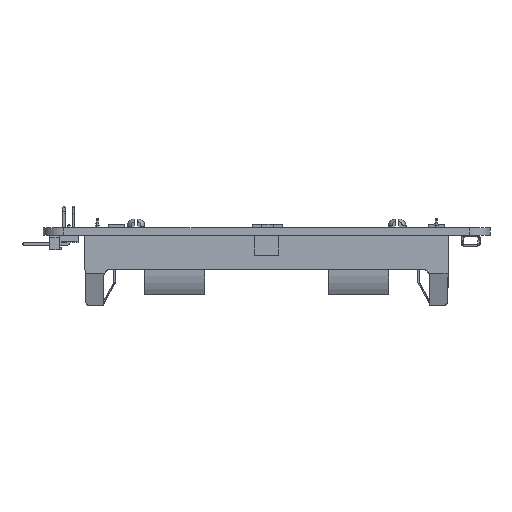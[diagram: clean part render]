
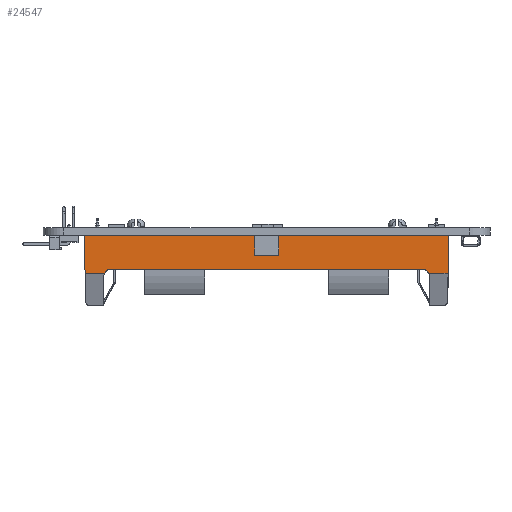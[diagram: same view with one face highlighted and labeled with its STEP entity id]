
A CAD part, front view. The second image highlights one B-rep face of the part: STEP entity #24547.
In plain terms, the highlighted face is planar.
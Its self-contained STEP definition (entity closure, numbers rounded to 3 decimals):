
#21349 = VERTEX_POINT('',#21350);
#21350 = CARTESIAN_POINT('',(18.679,-5.958,
    -5.256));
#21356 = EDGE_CURVE('',#21349,#21357,#21359,.T.);
#21357 = VERTEX_POINT('',#21358);
#21358 = CARTESIAN_POINT('',(18.679,-5.958,
    -0.176));
#21359 = LINE('',#21360,#21361);
#21360 = CARTESIAN_POINT('',(18.679,-5.958,
    -5.256));
#21361 = VECTOR('',#21362,1.);
#21362 = DIRECTION('',(0.,0.,1.));
#21389 = VERTEX_POINT('',#21390);
#21390 = CARTESIAN_POINT('',(18.679,-10.149,
    -5.256));
#21396 = EDGE_CURVE('',#21349,#21389,#21397,.T.);
#21397 = LINE('',#21398,#21399);
#21398 = CARTESIAN_POINT('',(18.679,-5.958,
    -5.256));
#21399 = VECTOR('',#21400,1.);
#21400 = DIRECTION('',(0.,-1.,0.));
#21442 = VERTEX_POINT('',#21443);
#21443 = CARTESIAN_POINT('',(18.679,-10.149,
    -0.176));
#21451 = EDGE_CURVE('',#21357,#21442,#21452,.T.);
#21452 = LINE('',#21453,#21454);
#21453 = CARTESIAN_POINT('',(18.679,-5.958,
    -0.176));
#21454 = VECTOR('',#21455,1.);
#21455 = DIRECTION('',(0.,-1.,0.));
#22040 = VERTEX_POINT('',#22041);
#22041 = CARTESIAN_POINT('',(18.679,-3.037,
    -28.522));
#22049 = EDGE_CURVE('',#22040,#22050,#22052,.T.);
#22050 = VERTEX_POINT('',#22051);
#22051 = CARTESIAN_POINT('',(18.679,-3.037,
    -35.583));
#22052 = LINE('',#22053,#22054);
#22053 = CARTESIAN_POINT('',(18.679,-3.037,
    31.727));
#22054 = VECTOR('',#22055,1.);
#22055 = DIRECTION('',(0.,0.,-1.));
#22146 = VERTEX_POINT('',#22147);
#22147 = CARTESIAN_POINT('',(18.679,-3.037,
    -15.822));
#22154 = EDGE_CURVE('',#22146,#22040,#22155,.T.);
#22155 = LINE('',#22156,#22157);
#22156 = CARTESIAN_POINT('',(18.679,-3.037,
    -15.822));
#22157 = VECTOR('',#22158,1.);
#22158 = DIRECTION('',(0.,0.,-1.));
#22193 = EDGE_CURVE('',#22194,#22146,#22196,.T.);
#22194 = VERTEX_POINT('',#22195);
#22195 = CARTESIAN_POINT('',(18.679,-3.037,
    10.441));
#22196 = LINE('',#22197,#22198);
#22197 = CARTESIAN_POINT('',(18.679,-3.037,
    31.727));
#22198 = VECTOR('',#22199,1.);
#22199 = DIRECTION('',(0.,0.,-1.));
#22249 = VERTEX_POINT('',#22250);
#22250 = CARTESIAN_POINT('',(18.679,-3.037,
    23.141));
#22257 = EDGE_CURVE('',#22194,#22249,#22258,.T.);
#22258 = LINE('',#22259,#22260);
#22259 = CARTESIAN_POINT('',(18.679,-3.037,
    10.441));
#22260 = VECTOR('',#22261,1.);
#22261 = DIRECTION('',(0.,0.,1.));
#22298 = EDGE_CURVE('',#22299,#22249,#22301,.T.);
#22299 = VERTEX_POINT('',#22300);
#22300 = CARTESIAN_POINT('',(18.679,-3.037,
    30.152));
#22301 = LINE('',#22302,#22303);
#22302 = CARTESIAN_POINT('',(18.679,-3.037,
    31.727));
#22303 = VECTOR('',#22304,1.);
#22304 = DIRECTION('',(0.,0.,-1.));
#22330 = VERTEX_POINT('',#22331);
#22331 = CARTESIAN_POINT('',(18.679,-2.148,
    31.569));
#22366 = EDGE_CURVE('',#22299,#22330,#22367,.T.);
#22367 = CIRCLE('',#22368,1.575);
#22368 = AXIS2_PLACEMENT_3D('',#22369,#22370,#22371);
#22369 = CARTESIAN_POINT('',(18.679,-1.463,
    30.152));
#22370 = DIRECTION('',(-1.,0.,0.));
#22371 = DIRECTION('',(0.,0.,1.));
#22433 = VERTEX_POINT('',#22434);
#22434 = CARTESIAN_POINT('',(18.679,-2.148,
    35.672));
#22440 = EDGE_CURVE('',#22433,#22330,#22441,.T.);
#22441 = LINE('',#22442,#22443);
#22442 = CARTESIAN_POINT('',(18.679,-2.148,
    35.841));
#22443 = VECTOR('',#22444,1.);
#22444 = DIRECTION('',(0.,0.,-1.));
#22472 = VERTEX_POINT('',#22473);
#22473 = CARTESIAN_POINT('',(18.679,-10.149,
    35.811));
#22479 = EDGE_CURVE('',#22433,#22472,#22480,.T.);
#22480 = LINE('',#22481,#22482);
#22481 = CARTESIAN_POINT('',(18.679,-11.877,
    35.841));
#22482 = VECTOR('',#22483,1.);
#22483 = DIRECTION('',(0.,-1.,0.017));
#24524 = EDGE_CURVE('',#24525,#22050,#24527,.T.);
#24525 = VERTEX_POINT('',#24526);
#24526 = CARTESIAN_POINT('',(18.679,-2.148,
    -37.001));
#24527 = CIRCLE('',#24528,1.575);
#24528 = AXIS2_PLACEMENT_3D('',#24529,#24530,#24531);
#24529 = CARTESIAN_POINT('',(18.679,-1.463,
    -35.583));
#24530 = DIRECTION('',(-1.,0.,0.));
#24531 = DIRECTION('',(0.,0.,1.));
#24547 = ADVANCED_FACE('',(#24548),#24590,.F.);
#24548 = FACE_BOUND('',#24549,.T.);
#24549 = EDGE_LOOP('',(#24550,#24558,#24566,#24572,#24573,#24574,#24575,
    #24576,#24577,#24578,#24579,#24580,#24581,#24587,#24588,#24589));
#24550 = ORIENTED_EDGE('',*,*,#24551,.T.);
#24551 = EDGE_CURVE('',#21389,#24552,#24554,.T.);
#24552 = VERTEX_POINT('',#24553);
#24553 = CARTESIAN_POINT('',(18.679,-10.149,
    -41.243));
#24554 = LINE('',#24555,#24556);
#24555 = CARTESIAN_POINT('',(18.679,-10.149,
    35.841));
#24556 = VECTOR('',#24557,1.);
#24557 = DIRECTION('',(0.,0.,-1.));
#24558 = ORIENTED_EDGE('',*,*,#24559,.T.);
#24559 = EDGE_CURVE('',#24552,#24560,#24562,.T.);
#24560 = VERTEX_POINT('',#24561);
#24561 = CARTESIAN_POINT('',(18.679,-2.148,
    -41.103));
#24562 = LINE('',#24563,#24564);
#24563 = CARTESIAN_POINT('',(18.679,4.71,
    -40.983));
#24564 = VECTOR('',#24565,1.);
#24565 = DIRECTION('',(0.,1.,0.017));
#24566 = ORIENTED_EDGE('',*,*,#24567,.T.);
#24567 = EDGE_CURVE('',#24560,#24525,#24568,.T.);
#24568 = LINE('',#24569,#24570);
#24569 = CARTESIAN_POINT('',(18.679,-2.148,
    -41.273));
#24570 = VECTOR('',#24571,1.);
#24571 = DIRECTION('',(0.,0.,1.));
#24572 = ORIENTED_EDGE('',*,*,#24524,.T.);
#24573 = ORIENTED_EDGE('',*,*,#22049,.F.);
#24574 = ORIENTED_EDGE('',*,*,#22154,.F.);
#24575 = ORIENTED_EDGE('',*,*,#22193,.F.);
#24576 = ORIENTED_EDGE('',*,*,#22257,.T.);
#24577 = ORIENTED_EDGE('',*,*,#22298,.F.);
#24578 = ORIENTED_EDGE('',*,*,#22366,.T.);
#24579 = ORIENTED_EDGE('',*,*,#22440,.F.);
#24580 = ORIENTED_EDGE('',*,*,#22479,.T.);
#24581 = ORIENTED_EDGE('',*,*,#24582,.T.);
#24582 = EDGE_CURVE('',#22472,#21442,#24583,.T.);
#24583 = LINE('',#24584,#24585);
#24584 = CARTESIAN_POINT('',(18.679,-10.149,
    35.841));
#24585 = VECTOR('',#24586,1.);
#24586 = DIRECTION('',(0.,0.,-1.));
#24587 = ORIENTED_EDGE('',*,*,#21451,.F.);
#24588 = ORIENTED_EDGE('',*,*,#21356,.F.);
#24589 = ORIENTED_EDGE('',*,*,#21396,.T.);
#24590 = PLANE('',#24591);
#24591 = AXIS2_PLACEMENT_3D('',#24592,#24593,#24594);
#24592 = CARTESIAN_POINT('',(18.679,-10.149,
    35.841));
#24593 = DIRECTION('',(-1.,0.,0.));
#24594 = DIRECTION('',(0.,0.,1.));
